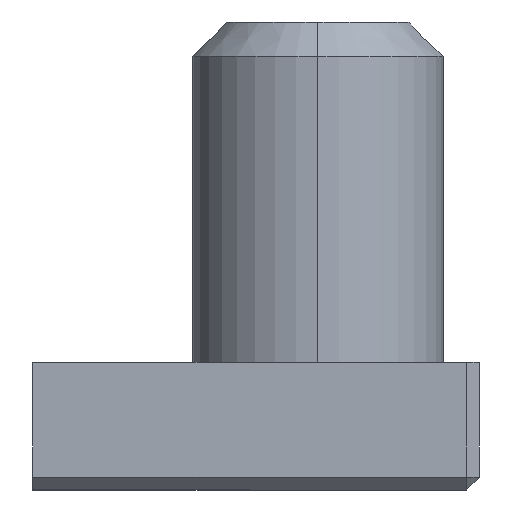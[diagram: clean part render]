
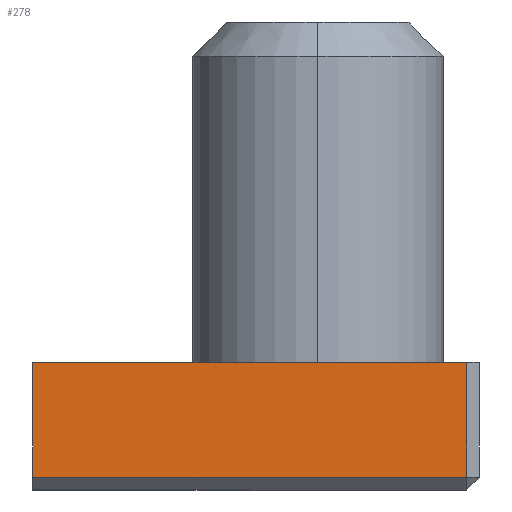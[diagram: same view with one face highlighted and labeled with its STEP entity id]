
A CAD part, left-side view. The second image highlights one B-rep face of the part: STEP entity #278.
In plain terms, the highlighted planar face has unit normal (-1, 0, 0).
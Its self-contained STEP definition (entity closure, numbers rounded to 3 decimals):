
#55 = DIRECTION ( 'NONE',  ( 0., 0., 1. ) ) ;
#89 = DIRECTION ( 'NONE',  ( 0., 0., 1. ) ) ;
#94 = PLANE ( 'NONE',  #388 ) ;
#137 = FACE_OUTER_BOUND ( 'NONE', #449, .T. ) ;
#141 = DIRECTION ( 'NONE',  ( 0., 1., 0. ) ) ;
#143 = CARTESIAN_POINT ( 'NONE',  ( -26.25, -5.25, 3. ) ) ;
#149 = CARTESIAN_POINT ( 'NONE',  ( -26.25, -5.25, 0. ) ) ;
#152 = VECTOR ( 'NONE', #480, 1000. ) ;
#167 = LINE ( 'NONE', #616, #152 ) ;
#169 = ORIENTED_EDGE ( 'NONE', *, *, #412, .F. ) ;
#179 = CARTESIAN_POINT ( 'NONE',  ( -26.25, -4.95, 3. ) ) ;
#223 = ORIENTED_EDGE ( 'NONE', *, *, #382, .T. ) ;
#224 = EDGE_CURVE ( 'NONE', #379, #623, #167, .T. ) ;
#252 = VECTOR ( 'NONE', #55, 1000. ) ;
#278 = ADVANCED_FACE ( 'NONE', ( #137 ), #94, .T. ) ;
#290 = EDGE_CURVE ( 'NONE', #631, #605, #611, .T. ) ;
#365 = CARTESIAN_POINT ( 'NONE',  ( -26.25, 5.25, 0.3 ) ) ;
#379 = VERTEX_POINT ( 'NONE', #446 ) ;
#382 = EDGE_CURVE ( 'NONE', #379, #631, #448, .T. ) ;
#388 = AXIS2_PLACEMENT_3D ( 'NONE', #149, #533, #89 ) ;
#412 = EDGE_CURVE ( 'NONE', #623, #605, #513, .T. ) ;
#422 = VECTOR ( 'NONE', #502, 1000. ) ;
#446 = CARTESIAN_POINT ( 'NONE',  ( -26.25, -4.95, 0.3 ) ) ;
#447 = CARTESIAN_POINT ( 'NONE',  ( -26.25, -4.95, 0. ) ) ;
#448 = LINE ( 'NONE', #447, #422 ) ;
#449 = EDGE_LOOP ( 'NONE', ( #536, #169, #459, #223 ) ) ;
#455 = CARTESIAN_POINT ( 'NONE',  ( -26.25, 5.25, 3. ) ) ;
#459 = ORIENTED_EDGE ( 'NONE', *, *, #224, .F. ) ;
#480 = DIRECTION ( 'NONE',  ( 0., 1., 0. ) ) ;
#481 = VECTOR ( 'NONE', #141, 1000. ) ;
#494 = CARTESIAN_POINT ( 'NONE',  ( -26.25, 5.25, 0. ) ) ;
#502 = DIRECTION ( 'NONE',  ( 0., 0., 1. ) ) ;
#513 = LINE ( 'NONE', #494, #252 ) ;
#533 = DIRECTION ( 'NONE',  ( -1., 0., 0. ) ) ;
#536 = ORIENTED_EDGE ( 'NONE', *, *, #290, .T. ) ;
#605 = VERTEX_POINT ( 'NONE', #455 ) ;
#611 = LINE ( 'NONE', #143, #481 ) ;
#616 = CARTESIAN_POINT ( 'NONE',  ( -26.25, -2.625, 0.3 ) ) ;
#623 = VERTEX_POINT ( 'NONE', #365 ) ;
#631 = VERTEX_POINT ( 'NONE', #179 ) ;
